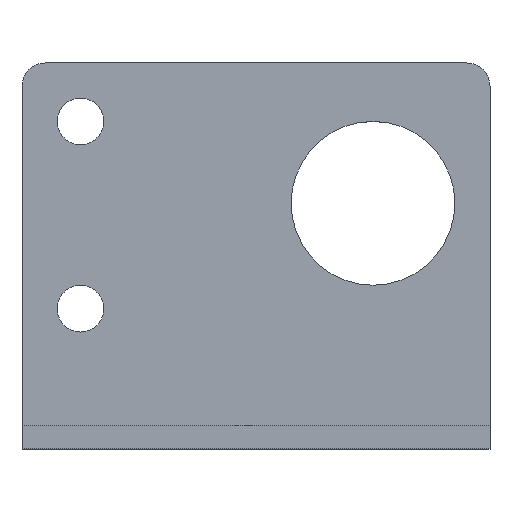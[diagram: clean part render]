
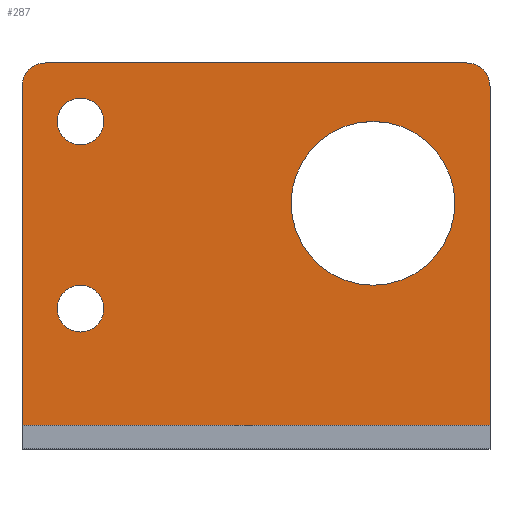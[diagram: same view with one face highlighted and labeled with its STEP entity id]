
A CAD part, top view. The second image highlights one B-rep face of the part: STEP entity #287.
In plain terms, the highlighted planar face has unit normal (0, 0, 1).
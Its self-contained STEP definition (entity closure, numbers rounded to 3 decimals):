
#22=FACE_BOUND('',#48,.T.);
#23=FACE_BOUND('',#49,.T.);
#24=FACE_BOUND('',#50,.T.);
#32=FACE_OUTER_BOUND('',#47,.T.);
#47=EDGE_LOOP('',(#201,#202,#203,#204,#205,#206));
#48=EDGE_LOOP('',(#207));
#49=EDGE_LOOP('',(#208));
#50=EDGE_LOOP('',(#209));
#72=CIRCLE('',#317,2.);
#73=CIRCLE('',#318,2.);
#74=CIRCLE('',#319,2.);
#75=CIRCLE('',#320,7.);
#76=CIRCLE('',#321,2.);
#86=LINE('',#434,#111);
#87=LINE('',#436,#112);
#88=LINE('',#440,#113);
#89=LINE('',#443,#114);
#111=VECTOR('',#349,10.);
#112=VECTOR('',#350,10.);
#113=VECTOR('',#353,10.);
#114=VECTOR('',#356,10.);
#136=VERTEX_POINT('',#432);
#137=VERTEX_POINT('',#433);
#138=VERTEX_POINT('',#435);
#139=VERTEX_POINT('',#437);
#140=VERTEX_POINT('',#439);
#141=VERTEX_POINT('',#441);
#142=VERTEX_POINT('',#444);
#143=VERTEX_POINT('',#446);
#144=VERTEX_POINT('',#448);
#162=EDGE_CURVE('',#136,#137,#86,.T.);
#163=EDGE_CURVE('',#137,#138,#87,.T.);
#164=EDGE_CURVE('',#138,#139,#72,.T.);
#165=EDGE_CURVE('',#139,#140,#88,.T.);
#166=EDGE_CURVE('',#140,#141,#73,.T.);
#167=EDGE_CURVE('',#141,#136,#89,.T.);
#168=EDGE_CURVE('',#142,#142,#74,.T.);
#169=EDGE_CURVE('',#143,#143,#75,.T.);
#170=EDGE_CURVE('',#144,#144,#76,.T.);
#201=ORIENTED_EDGE('',*,*,#162,.T.);
#202=ORIENTED_EDGE('',*,*,#163,.T.);
#203=ORIENTED_EDGE('',*,*,#164,.T.);
#204=ORIENTED_EDGE('',*,*,#165,.T.);
#205=ORIENTED_EDGE('',*,*,#166,.T.);
#206=ORIENTED_EDGE('',*,*,#167,.T.);
#207=ORIENTED_EDGE('',*,*,#168,.T.);
#208=ORIENTED_EDGE('',*,*,#169,.T.);
#209=ORIENTED_EDGE('',*,*,#170,.T.);
#279=PLANE('',#316);
#287=ADVANCED_FACE('',(#32,#22,#23,#24),#279,.T.);
#316=AXIS2_PLACEMENT_3D('',#431,#347,#348);
#317=AXIS2_PLACEMENT_3D('',#438,#351,#352);
#318=AXIS2_PLACEMENT_3D('',#442,#354,#355);
#319=AXIS2_PLACEMENT_3D('',#445,#357,#358);
#320=AXIS2_PLACEMENT_3D('',#447,#359,#360);
#321=AXIS2_PLACEMENT_3D('',#449,#361,#362);
#347=DIRECTION('center_axis',(0.,0.,1.));
#348=DIRECTION('ref_axis',(1.,0.,0.));
#349=DIRECTION('',(1.,0.,0.));
#350=DIRECTION('',(0.,1.,0.));
#351=DIRECTION('center_axis',(0.,0.,1.));
#352=DIRECTION('ref_axis',(1.,0.,0.));
#353=DIRECTION('',(-1.,0.,0.));
#354=DIRECTION('center_axis',(0.,0.,1.));
#355=DIRECTION('ref_axis',(0.,1.,0.));
#356=DIRECTION('',(0.,-1.,0.));
#357=DIRECTION('center_axis',(0.,0.,-1.));
#358=DIRECTION('ref_axis',(1.,0.,0.));
#359=DIRECTION('center_axis',(0.,0.,-1.));
#360=DIRECTION('ref_axis',(1.,0.,0.));
#361=DIRECTION('center_axis',(0.,0.,-1.));
#362=DIRECTION('ref_axis',(1.,0.,0.));
#431=CARTESIAN_POINT('Origin',(15.,-6.5,0.));
#432=CARTESIAN_POINT('',(-5.,-21.,0.));
#433=CARTESIAN_POINT('',(35.,-21.,0.));
#434=CARTESIAN_POINT('',(5.,-21.,0.));
#435=CARTESIAN_POINT('',(35.,8.,0.));
#436=CARTESIAN_POINT('',(35.,-23.,0.));
#437=CARTESIAN_POINT('',(33.,10.,0.));
#438=CARTESIAN_POINT('Origin',(33.,8.,0.));
#439=CARTESIAN_POINT('',(-3.,10.,0.));
#440=CARTESIAN_POINT('',(33.,10.,0.));
#441=CARTESIAN_POINT('',(-5.,8.,0.));
#442=CARTESIAN_POINT('Origin',(-3.,8.,0.));
#443=CARTESIAN_POINT('',(-5.,8.,0.));
#444=CARTESIAN_POINT('',(-2.,-11.,0.));
#445=CARTESIAN_POINT('Origin',(0.,-11.,0.));
#446=CARTESIAN_POINT('',(18.,-2.,0.));
#447=CARTESIAN_POINT('Origin',(25.,-2.,0.));
#448=CARTESIAN_POINT('',(-2.,5.,0.));
#449=CARTESIAN_POINT('Origin',(0.,5.,0.));
